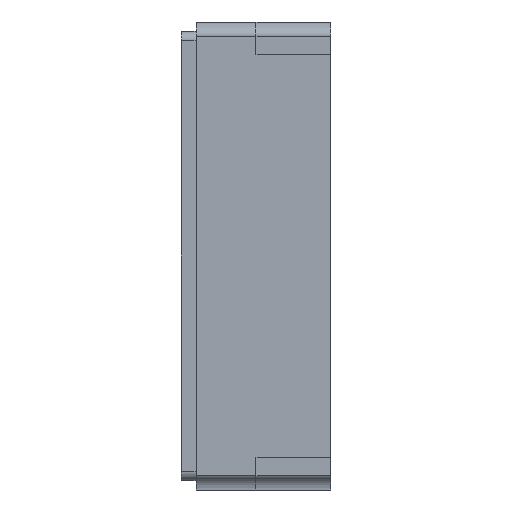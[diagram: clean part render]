
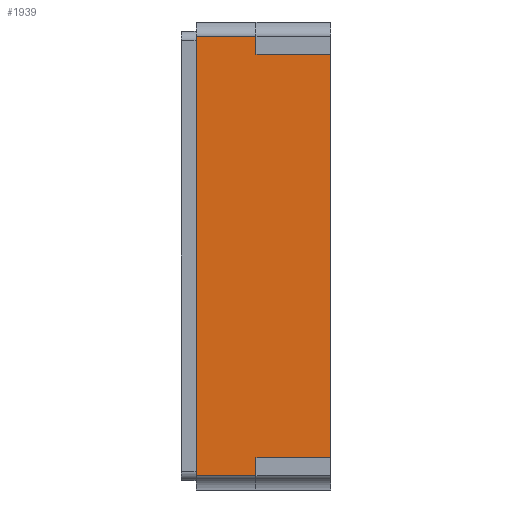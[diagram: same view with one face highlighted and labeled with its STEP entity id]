
A CAD part, left-side view. The second image highlights one B-rep face of the part: STEP entity #1939.
In plain terms, the highlighted planar face has unit normal (-1, 0, 0).
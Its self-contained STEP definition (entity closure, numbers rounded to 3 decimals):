
#982 = EDGE_CURVE('',#983,#985,#987,.T.);
#983 = VERTEX_POINT('',#984);
#984 = CARTESIAN_POINT('',(-1.6,0.4,1.175));
#985 = VERTEX_POINT('',#986);
#986 = CARTESIAN_POINT('',(-1.6,0.72,1.175));
#987 = SURFACE_CURVE('',#988,(#992,#1004),.PCURVE_S1.);
#988 = LINE('',#989,#990);
#989 = CARTESIAN_POINT('',(-1.6,-0.08,1.175));
#990 = VECTOR('',#991,1.);
#991 = DIRECTION('',(-0.,1.,-0.));
#992 = PCURVE('',#993,#998);
#993 = CYLINDRICAL_SURFACE('',#994,0.075);
#994 = AXIS2_PLACEMENT_3D('',#995,#996,#997);
#995 = CARTESIAN_POINT('',(-1.6,-0.08,1.25));
#996 = DIRECTION('',(-0.,1.,-0.));
#997 = DIRECTION('',(0.,0.,1.));
#998 = DEFINITIONAL_REPRESENTATION('',(#999),#1003);
#999 = LINE('',#1000,#1001);
#1000 = CARTESIAN_POINT('',(3.142,0.));
#1001 = VECTOR('',#1002,1.);
#1002 = DIRECTION('',(0.,1.));
#1003 = ( GEOMETRIC_REPRESENTATION_CONTEXT(2) 
PARAMETRIC_REPRESENTATION_CONTEXT() REPRESENTATION_CONTEXT('2D SPACE',''
  ) );
#1004 = PCURVE('',#1005,#1010);
#1005 = PLANE('',#1006);
#1006 = AXIS2_PLACEMENT_3D('',#1007,#1008,#1009);
#1007 = CARTESIAN_POINT('',(-1.6,0.72,1.25));
#1008 = DIRECTION('',(1.,-0.,0.));
#1009 = DIRECTION('',(0.,0.,-1.));
#1010 = DEFINITIONAL_REPRESENTATION('',(#1011),#1015);
#1011 = LINE('',#1012,#1013);
#1012 = CARTESIAN_POINT('',(0.075,-0.8));
#1013 = VECTOR('',#1014,1.);
#1014 = DIRECTION('',(0.,1.));
#1015 = ( GEOMETRIC_REPRESENTATION_CONTEXT(2) 
PARAMETRIC_REPRESENTATION_CONTEXT() REPRESENTATION_CONTEXT('2D SPACE',''
  ) );
#1034 = PLANE('',#1035);
#1035 = AXIS2_PLACEMENT_3D('',#1036,#1037,#1038);
#1036 = CARTESIAN_POINT('',(0.,0.72,0.));
#1037 = DIRECTION('',(0.,-1.,0.));
#1038 = DIRECTION('',(0.,-0.,-1.));
#1093 = PLANE('',#1094);
#1094 = AXIS2_PLACEMENT_3D('',#1095,#1096,#1097);
#1095 = CARTESIAN_POINT('',(-1.6,0.4,1.25));
#1096 = DIRECTION('',(0.,-1.,0.));
#1097 = DIRECTION('',(0.,-0.,-1.));
#1339 = VERTEX_POINT('',#1340);
#1340 = CARTESIAN_POINT('',(-1.6,0.72,-1.175));
#1359 = CYLINDRICAL_SURFACE('',#1360,0.075);
#1360 = AXIS2_PLACEMENT_3D('',#1361,#1362,#1363);
#1361 = CARTESIAN_POINT('',(-1.6,-0.08,-1.25));
#1362 = DIRECTION('',(-0.,1.,-0.));
#1363 = DIRECTION('',(0.,0.,1.));
#1371 = EDGE_CURVE('',#1339,#985,#1372,.T.);
#1372 = SURFACE_CURVE('',#1373,(#1377,#1384),.PCURVE_S1.);
#1373 = LINE('',#1374,#1375);
#1374 = CARTESIAN_POINT('',(-1.6,0.72,1.25));
#1375 = VECTOR('',#1376,1.);
#1376 = DIRECTION('',(-0.,-0.,1.));
#1377 = PCURVE('',#1034,#1378);
#1378 = DEFINITIONAL_REPRESENTATION('',(#1379),#1383);
#1379 = LINE('',#1380,#1381);
#1380 = CARTESIAN_POINT('',(-1.25,-1.6));
#1381 = VECTOR('',#1382,1.);
#1382 = DIRECTION('',(-1.,0.));
#1383 = ( GEOMETRIC_REPRESENTATION_CONTEXT(2) 
PARAMETRIC_REPRESENTATION_CONTEXT() REPRESENTATION_CONTEXT('2D SPACE',''
  ) );
#1384 = PCURVE('',#1005,#1385);
#1385 = DEFINITIONAL_REPRESENTATION('',(#1386),#1390);
#1386 = LINE('',#1387,#1388);
#1387 = CARTESIAN_POINT('',(0.,0.));
#1388 = VECTOR('',#1389,1.);
#1389 = DIRECTION('',(-1.,0.));
#1390 = ( GEOMETRIC_REPRESENTATION_CONTEXT(2) 
PARAMETRIC_REPRESENTATION_CONTEXT() REPRESENTATION_CONTEXT('2D SPACE',''
  ) );
#1700 = PLANE('',#1701);
#1701 = AXIS2_PLACEMENT_3D('',#1702,#1703,#1704);
#1702 = CARTESIAN_POINT('',(0.,0.,0.));
#1703 = DIRECTION('',(0.,-1.,0.));
#1704 = DIRECTION('',(0.,-0.,-1.));
#1905 = PLANE('',#1906);
#1906 = AXIS2_PLACEMENT_3D('',#1907,#1908,#1909);
#1907 = CARTESIAN_POINT('',(-1.6,0.4,-1.25));
#1908 = DIRECTION('',(-0.,1.,0.));
#1909 = DIRECTION('',(0.,0.,1.));
#1939 = ADVANCED_FACE('',(#1940),#1005,.F.);
#1940 = FACE_BOUND('',#1941,.T.);
#1941 = EDGE_LOOP('',(#1942,#1967,#1995,#2016,#2017,#2018,#2041,#2064));
#1942 = ORIENTED_EDGE('',*,*,#1943,.T.);
#1943 = EDGE_CURVE('',#1944,#1946,#1948,.T.);
#1944 = VERTEX_POINT('',#1945);
#1945 = CARTESIAN_POINT('',(-1.6,-0.,-1.077));
#1946 = VERTEX_POINT('',#1947);
#1947 = CARTESIAN_POINT('',(-1.6,0.,1.077));
#1948 = SURFACE_CURVE('',#1949,(#1953,#1960),.PCURVE_S1.);
#1949 = LINE('',#1950,#1951);
#1950 = CARTESIAN_POINT('',(-1.6,0.,1.25));
#1951 = VECTOR('',#1952,1.);
#1952 = DIRECTION('',(-0.,-0.,1.));
#1953 = PCURVE('',#1005,#1954);
#1954 = DEFINITIONAL_REPRESENTATION('',(#1955),#1959);
#1955 = LINE('',#1956,#1957);
#1956 = CARTESIAN_POINT('',(0.,-0.72));
#1957 = VECTOR('',#1958,1.);
#1958 = DIRECTION('',(-1.,0.));
#1959 = ( GEOMETRIC_REPRESENTATION_CONTEXT(2) 
PARAMETRIC_REPRESENTATION_CONTEXT() REPRESENTATION_CONTEXT('2D SPACE',''
  ) );
#1960 = PCURVE('',#1700,#1961);
#1961 = DEFINITIONAL_REPRESENTATION('',(#1962),#1966);
#1962 = LINE('',#1963,#1964);
#1963 = CARTESIAN_POINT('',(-1.25,-1.6));
#1964 = VECTOR('',#1965,1.);
#1965 = DIRECTION('',(-1.,0.));
#1966 = ( GEOMETRIC_REPRESENTATION_CONTEXT(2) 
PARAMETRIC_REPRESENTATION_CONTEXT() REPRESENTATION_CONTEXT('2D SPACE',''
  ) );
#1967 = ORIENTED_EDGE('',*,*,#1968,.F.);
#1968 = EDGE_CURVE('',#1969,#1946,#1971,.T.);
#1969 = VERTEX_POINT('',#1970);
#1970 = CARTESIAN_POINT('',(-1.6,0.4,1.077));
#1971 = SURFACE_CURVE('',#1972,(#1976,#1983),.PCURVE_S1.);
#1972 = LINE('',#1973,#1974);
#1973 = CARTESIAN_POINT('',(-1.6,0.4,1.077));
#1974 = VECTOR('',#1975,1.);
#1975 = DIRECTION('',(-0.,-1.,-0.));
#1976 = PCURVE('',#1005,#1977);
#1977 = DEFINITIONAL_REPRESENTATION('',(#1978),#1982);
#1978 = LINE('',#1979,#1980);
#1979 = CARTESIAN_POINT('',(0.173,-0.32));
#1980 = VECTOR('',#1981,1.);
#1981 = DIRECTION('',(0.,-1.));
#1982 = ( GEOMETRIC_REPRESENTATION_CONTEXT(2) 
PARAMETRIC_REPRESENTATION_CONTEXT() REPRESENTATION_CONTEXT('2D SPACE',''
  ) );
#1983 = PCURVE('',#1984,#1989);
#1984 = PLANE('',#1985);
#1985 = AXIS2_PLACEMENT_3D('',#1986,#1987,#1988);
#1986 = CARTESIAN_POINT('',(-1.5,0.4,1.077));
#1987 = DIRECTION('',(0.,0.,-1.));
#1988 = DIRECTION('',(-1.,0.,-0.));
#1989 = DEFINITIONAL_REPRESENTATION('',(#1990),#1994);
#1990 = LINE('',#1991,#1992);
#1991 = CARTESIAN_POINT('',(0.1,0.));
#1992 = VECTOR('',#1993,1.);
#1993 = DIRECTION('',(0.,-1.));
#1994 = ( GEOMETRIC_REPRESENTATION_CONTEXT(2) 
PARAMETRIC_REPRESENTATION_CONTEXT() REPRESENTATION_CONTEXT('2D SPACE',''
  ) );
#1995 = ORIENTED_EDGE('',*,*,#1996,.F.);
#1996 = EDGE_CURVE('',#983,#1969,#1997,.T.);
#1997 = SURFACE_CURVE('',#1998,(#2002,#2009),.PCURVE_S1.);
#1998 = LINE('',#1999,#2000);
#1999 = CARTESIAN_POINT('',(-1.6,0.4,1.077));
#2000 = VECTOR('',#2001,1.);
#2001 = DIRECTION('',(0.,-0.,-1.));
#2002 = PCURVE('',#1005,#2003);
#2003 = DEFINITIONAL_REPRESENTATION('',(#2004),#2008);
#2004 = LINE('',#2005,#2006);
#2005 = CARTESIAN_POINT('',(0.173,-0.32));
#2006 = VECTOR('',#2007,1.);
#2007 = DIRECTION('',(1.,0.));
#2008 = ( GEOMETRIC_REPRESENTATION_CONTEXT(2) 
PARAMETRIC_REPRESENTATION_CONTEXT() REPRESENTATION_CONTEXT('2D SPACE',''
  ) );
#2009 = PCURVE('',#1093,#2010);
#2010 = DEFINITIONAL_REPRESENTATION('',(#2011),#2015);
#2011 = LINE('',#2012,#2013);
#2012 = CARTESIAN_POINT('',(0.173,0.));
#2013 = VECTOR('',#2014,1.);
#2014 = DIRECTION('',(1.,0.));
#2015 = ( GEOMETRIC_REPRESENTATION_CONTEXT(2) 
PARAMETRIC_REPRESENTATION_CONTEXT() REPRESENTATION_CONTEXT('2D SPACE',''
  ) );
#2016 = ORIENTED_EDGE('',*,*,#982,.T.);
#2017 = ORIENTED_EDGE('',*,*,#1371,.F.);
#2018 = ORIENTED_EDGE('',*,*,#2019,.T.);
#2019 = EDGE_CURVE('',#1339,#2020,#2022,.T.);
#2020 = VERTEX_POINT('',#2021);
#2021 = CARTESIAN_POINT('',(-1.6,0.4,-1.175));
#2022 = SURFACE_CURVE('',#2023,(#2027,#2034),.PCURVE_S1.);
#2023 = LINE('',#2024,#2025);
#2024 = CARTESIAN_POINT('',(-1.6,-0.08,-1.175));
#2025 = VECTOR('',#2026,1.);
#2026 = DIRECTION('',(0.,-1.,0.));
#2027 = PCURVE('',#1005,#2028);
#2028 = DEFINITIONAL_REPRESENTATION('',(#2029),#2033);
#2029 = LINE('',#2030,#2031);
#2030 = CARTESIAN_POINT('',(2.425,-0.8));
#2031 = VECTOR('',#2032,1.);
#2032 = DIRECTION('',(0.,-1.));
#2033 = ( GEOMETRIC_REPRESENTATION_CONTEXT(2) 
PARAMETRIC_REPRESENTATION_CONTEXT() REPRESENTATION_CONTEXT('2D SPACE',''
  ) );
#2034 = PCURVE('',#1359,#2035);
#2035 = DEFINITIONAL_REPRESENTATION('',(#2036),#2040);
#2036 = LINE('',#2037,#2038);
#2037 = CARTESIAN_POINT('',(0.,0.));
#2038 = VECTOR('',#2039,1.);
#2039 = DIRECTION('',(0.,-1.));
#2040 = ( GEOMETRIC_REPRESENTATION_CONTEXT(2) 
PARAMETRIC_REPRESENTATION_CONTEXT() REPRESENTATION_CONTEXT('2D SPACE',''
  ) );
#2041 = ORIENTED_EDGE('',*,*,#2042,.F.);
#2042 = EDGE_CURVE('',#2043,#2020,#2045,.T.);
#2043 = VERTEX_POINT('',#2044);
#2044 = CARTESIAN_POINT('',(-1.6,0.4,-1.077));
#2045 = SURFACE_CURVE('',#2046,(#2050,#2057),.PCURVE_S1.);
#2046 = LINE('',#2047,#2048);
#2047 = CARTESIAN_POINT('',(-1.6,0.4,-1.077));
#2048 = VECTOR('',#2049,1.);
#2049 = DIRECTION('',(0.,0.,-1.));
#2050 = PCURVE('',#1005,#2051);
#2051 = DEFINITIONAL_REPRESENTATION('',(#2052),#2056);
#2052 = LINE('',#2053,#2054);
#2053 = CARTESIAN_POINT('',(2.327,-0.32));
#2054 = VECTOR('',#2055,1.);
#2055 = DIRECTION('',(1.,0.));
#2056 = ( GEOMETRIC_REPRESENTATION_CONTEXT(2) 
PARAMETRIC_REPRESENTATION_CONTEXT() REPRESENTATION_CONTEXT('2D SPACE',''
  ) );
#2057 = PCURVE('',#1905,#2058);
#2058 = DEFINITIONAL_REPRESENTATION('',(#2059),#2063);
#2059 = LINE('',#2060,#2061);
#2060 = CARTESIAN_POINT('',(0.173,0.));
#2061 = VECTOR('',#2062,1.);
#2062 = DIRECTION('',(-1.,0.));
#2063 = ( GEOMETRIC_REPRESENTATION_CONTEXT(2) 
PARAMETRIC_REPRESENTATION_CONTEXT() REPRESENTATION_CONTEXT('2D SPACE',''
  ) );
#2064 = ORIENTED_EDGE('',*,*,#2065,.T.);
#2065 = EDGE_CURVE('',#2043,#1944,#2066,.T.);
#2066 = SURFACE_CURVE('',#2067,(#2071,#2078),.PCURVE_S1.);
#2067 = LINE('',#2068,#2069);
#2068 = CARTESIAN_POINT('',(-1.6,0.4,-1.077));
#2069 = VECTOR('',#2070,1.);
#2070 = DIRECTION('',(-0.,-1.,-0.));
#2071 = PCURVE('',#1005,#2072);
#2072 = DEFINITIONAL_REPRESENTATION('',(#2073),#2077);
#2073 = LINE('',#2074,#2075);
#2074 = CARTESIAN_POINT('',(2.327,-0.32));
#2075 = VECTOR('',#2076,1.);
#2076 = DIRECTION('',(0.,-1.));
#2077 = ( GEOMETRIC_REPRESENTATION_CONTEXT(2) 
PARAMETRIC_REPRESENTATION_CONTEXT() REPRESENTATION_CONTEXT('2D SPACE',''
  ) );
#2078 = PCURVE('',#2079,#2084);
#2079 = PLANE('',#2080);
#2080 = AXIS2_PLACEMENT_3D('',#2081,#2082,#2083);
#2081 = CARTESIAN_POINT('',(-1.5,0.4,-1.077));
#2082 = DIRECTION('',(0.,-0.,1.));
#2083 = DIRECTION('',(1.,0.,0.));
#2084 = DEFINITIONAL_REPRESENTATION('',(#2085),#2089);
#2085 = LINE('',#2086,#2087);
#2086 = CARTESIAN_POINT('',(-0.1,0.));
#2087 = VECTOR('',#2088,1.);
#2088 = DIRECTION('',(-0.,-1.));
#2089 = ( GEOMETRIC_REPRESENTATION_CONTEXT(2) 
PARAMETRIC_REPRESENTATION_CONTEXT() REPRESENTATION_CONTEXT('2D SPACE',''
  ) );
